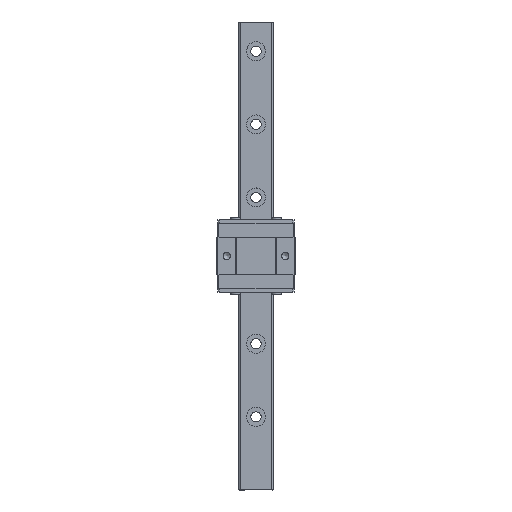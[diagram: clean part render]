
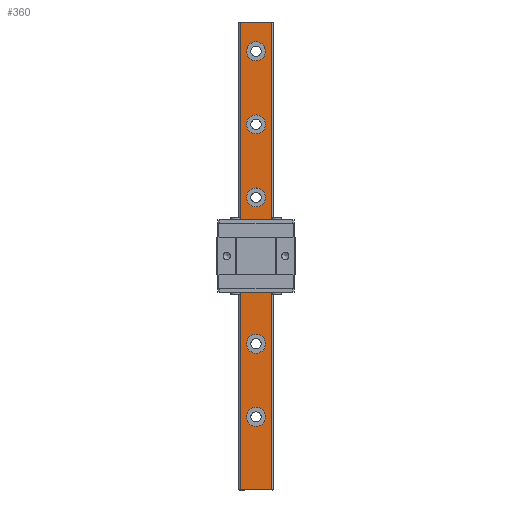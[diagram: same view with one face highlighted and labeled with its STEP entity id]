
A CAD part, top view. The second image highlights one B-rep face of the part: STEP entity #360.
In plain terms, the highlighted planar face has unit normal (0, 0, 1).
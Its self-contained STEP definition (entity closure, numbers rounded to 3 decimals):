
#360 = ADVANCED_FACE( '', ( #823, #824, #825, #826, #827, #828, #829 ), #830, .F. );
#823 = FACE_BOUND( '', #1429, .T. );
#824 = FACE_BOUND( '', #1430, .T. );
#825 = FACE_BOUND( '', #1431, .T. );
#826 = FACE_BOUND( '', #1432, .T. );
#827 = FACE_BOUND( '', #1433, .T. );
#828 = FACE_BOUND( '', #1434, .T. );
#829 = FACE_OUTER_BOUND( '', #1435, .T. );
#830 = PLANE( '', #1436 );
#1429 = EDGE_LOOP( '', ( #2373 ) );
#1430 = EDGE_LOOP( '', ( #2374 ) );
#1431 = EDGE_LOOP( '', ( #2375 ) );
#1432 = EDGE_LOOP( '', ( #2376 ) );
#1433 = EDGE_LOOP( '', ( #2377 ) );
#1434 = EDGE_LOOP( '', ( #2378 ) );
#1435 = EDGE_LOOP( '', ( #2379, #2380, #2381, #2382 ) );
#1436 = AXIS2_PLACEMENT_3D( '', #2383, #2384, #2385 );
#2373 = ORIENTED_EDGE( '', *, *, #3785, .T. );
#2374 = ORIENTED_EDGE( '', *, *, #3786, .T. );
#2375 = ORIENTED_EDGE( '', *, *, #3787, .T. );
#2376 = ORIENTED_EDGE( '', *, *, #3788, .T. );
#2377 = ORIENTED_EDGE( '', *, *, #3568, .T. );
#2378 = ORIENTED_EDGE( '', *, *, #3789, .T. );
#2379 = ORIENTED_EDGE( '', *, *, #3790, .T. );
#2380 = ORIENTED_EDGE( '', *, *, #3791, .F. );
#2381 = ORIENTED_EDGE( '', *, *, #3792, .F. );
#2382 = ORIENTED_EDGE( '', *, *, #3793, .T. );
#2383 = CARTESIAN_POINT( '', ( 5.419, -80., 8. ) );
#2384 = DIRECTION( '', ( 0., 0., -1. ) );
#2385 = DIRECTION( '', ( -1., 0., 0. ) );
#3568 = EDGE_CURVE( '', #4279, #4279, #4280, .T. );
#3785 = EDGE_CURVE( '', #4640, #4640, #4641, .T. );
#3786 = EDGE_CURVE( '', #4642, #4642, #4643, .T. );
#3787 = EDGE_CURVE( '', #4644, #4644, #4645, .T. );
#3788 = EDGE_CURVE( '', #4646, #4646, #4647, .T. );
#3789 = EDGE_CURVE( '', #4648, #4648, #4649, .T. );
#3790 = EDGE_CURVE( '', #4650, #4651, #4652, .T. );
#3791 = EDGE_CURVE( '', #4653, #4651, #4654, .T. );
#3792 = EDGE_CURVE( '', #4655, #4653, #4656, .T. );
#3793 = EDGE_CURVE( '', #4655, #4650, #4657, .T. );
#4279 = VERTEX_POINT( '', #5297 );
#4280 = CIRCLE( '', #5298, 3.25 );
#4640 = VERTEX_POINT( '', #5805 );
#4641 = CIRCLE( '', #5806, 3.25 );
#4642 = VERTEX_POINT( '', #5807 );
#4643 = CIRCLE( '', #5808, 3.25 );
#4644 = VERTEX_POINT( '', #5809 );
#4645 = CIRCLE( '', #5810, 3.25 );
#4646 = VERTEX_POINT( '', #5811 );
#4647 = CIRCLE( '', #5812, 3.25 );
#4648 = VERTEX_POINT( '', #5813 );
#4649 = CIRCLE( '', #5814, 3.25 );
#4650 = VERTEX_POINT( '', #5815 );
#4651 = VERTEX_POINT( '', #5816 );
#4652 = LINE( '', #5817, #5818 );
#4653 = VERTEX_POINT( '', #5819 );
#4654 = LINE( '', #5820, #5821 );
#4655 = VERTEX_POINT( '', #5822 );
#4656 = LINE( '', #5823, #5824 );
#4657 = LINE( '', #5825, #5826 );
#5297 = CARTESIAN_POINT( '', ( 0., 41.75, 8. ) );
#5298 = AXIS2_PLACEMENT_3D( '', #6483, #6484, #6485 );
#5805 = CARTESIAN_POINT( '', ( 0., -58.25, 8. ) );
#5806 = AXIS2_PLACEMENT_3D( '', #6714, #6715, #6716 );
#5807 = CARTESIAN_POINT( '', ( 0., -33.25, 8. ) );
#5808 = AXIS2_PLACEMENT_3D( '', #6717, #6718, #6719 );
#5809 = CARTESIAN_POINT( '', ( 0., -8.25, 8. ) );
#5810 = AXIS2_PLACEMENT_3D( '', #6720, #6721, #6722 );
#5811 = CARTESIAN_POINT( '', ( 0., 16.75, 8. ) );
#5812 = AXIS2_PLACEMENT_3D( '', #6723, #6724, #6725 );
#5813 = CARTESIAN_POINT( '', ( 0., 66.75, 8. ) );
#5814 = AXIS2_PLACEMENT_3D( '', #6726, #6727, #6728 );
#5815 = CARTESIAN_POINT( '', ( 5.419, 80., 8. ) );
#5816 = CARTESIAN_POINT( '', ( -5.419, 80., 8. ) );
#5817 = CARTESIAN_POINT( '', ( 5.419, 80., 8. ) );
#5818 = VECTOR( '', #6729, 1000. );
#5819 = CARTESIAN_POINT( '', ( -5.419, -80., 8. ) );
#5820 = CARTESIAN_POINT( '', ( -5.419, -80., 8. ) );
#5821 = VECTOR( '', #6730, 1000. );
#5822 = CARTESIAN_POINT( '', ( 5.419, -80., 8. ) );
#5823 = CARTESIAN_POINT( '', ( 5.419, -80., 8. ) );
#5824 = VECTOR( '', #6731, 1000. );
#5825 = CARTESIAN_POINT( '', ( 5.419, -80., 8. ) );
#5826 = VECTOR( '', #6732, 1000. );
#6483 = CARTESIAN_POINT( '', ( 0., 45., 8. ) );
#6484 = DIRECTION( '', ( 0., 0., -1. ) );
#6485 = DIRECTION( '', ( 0., -1., 0. ) );
#6714 = CARTESIAN_POINT( '', ( 0., -55., 8. ) );
#6715 = DIRECTION( '', ( 0., 0., -1. ) );
#6716 = DIRECTION( '', ( 0., -1., 0. ) );
#6717 = CARTESIAN_POINT( '', ( 0., -30., 8. ) );
#6718 = DIRECTION( '', ( 0., 0., -1. ) );
#6719 = DIRECTION( '', ( 0., -1., 0. ) );
#6720 = CARTESIAN_POINT( '', ( 0., -5., 8. ) );
#6721 = DIRECTION( '', ( 0., 0., -1. ) );
#6722 = DIRECTION( '', ( 0., -1., 0. ) );
#6723 = CARTESIAN_POINT( '', ( 0., 20., 8. ) );
#6724 = DIRECTION( '', ( 0., 0., -1. ) );
#6725 = DIRECTION( '', ( 0., -1., 0. ) );
#6726 = CARTESIAN_POINT( '', ( 0., 70., 8. ) );
#6727 = DIRECTION( '', ( 0., 0., -1. ) );
#6728 = DIRECTION( '', ( 0., -1., 0. ) );
#6729 = DIRECTION( '', ( -1., 0., 0. ) );
#6730 = DIRECTION( '', ( 0., 1., 0. ) );
#6731 = DIRECTION( '', ( -1., 0., 0. ) );
#6732 = DIRECTION( '', ( 0., 1., 0. ) );
